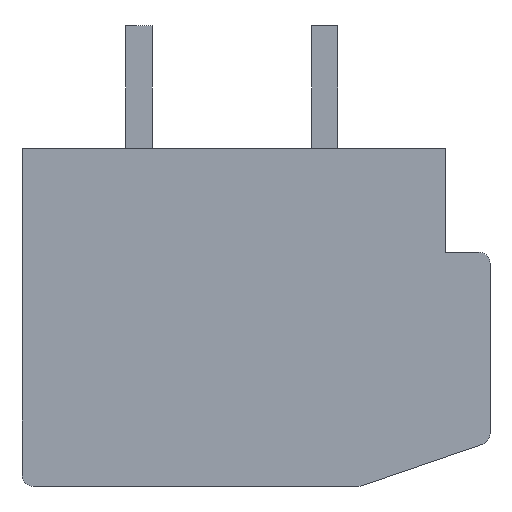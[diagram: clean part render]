
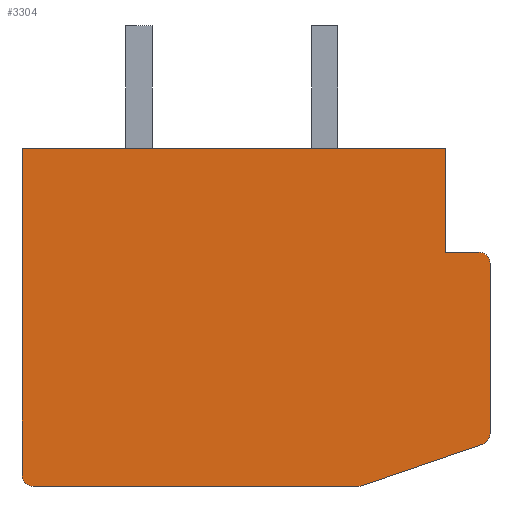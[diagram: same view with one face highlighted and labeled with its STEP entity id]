
A CAD part, front view. The second image highlights one B-rep face of the part: STEP entity #3304.
In plain terms, the highlighted planar face has unit normal (0, -1, 0).
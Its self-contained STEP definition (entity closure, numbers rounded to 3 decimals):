
#1=CARTESIAN_POINT('',(6.,-33.36,-3.136));
#2=DIRECTION('',(0.,-1.,0.));
#3=DIRECTION('',(0.324,0.,-0.946));
#4=AXIS2_PLACEMENT_3D('',#1,#2,#3);
#6=DIRECTION('',(-0.946,0.,-0.324));
#7=VECTOR('',#6,3.486);
#8=CARTESIAN_POINT('',(6.097,-33.36,-3.419));
#9=LINE('',#8,#7);
#10=DIRECTION('',(-1.,0.,0.));
#11=VECTOR('',#10,8.8);
#12=CARTESIAN_POINT('',(2.8,-33.36,-4.55));
#13=LINE('',#12,#11);
#14=CARTESIAN_POINT('',(-6.,-33.36,-4.25));
#15=DIRECTION('',(0.,-1.,0.));
#16=DIRECTION('',(-1.,0.,0.));
#17=AXIS2_PLACEMENT_3D('',#14,#15,#16);
#19=DIRECTION('',(0.,0.,1.));
#20=VECTOR('',#19,8.8);
#21=CARTESIAN_POINT('',(-6.3,-33.36,-4.25));
#22=LINE('',#21,#20);
#23=DIRECTION('',(1.,0.,0.));
#24=VECTOR('',#23,11.4);
#25=CARTESIAN_POINT('',(-6.3,-33.36,4.55));
#26=LINE('',#25,#24);
#27=DIRECTION('',(0.,0.,-1.));
#28=VECTOR('',#27,2.8);
#29=CARTESIAN_POINT('',(5.1,-33.36,4.55));
#30=LINE('',#29,#28);
#31=DIRECTION('',(1.,0.,0.));
#32=VECTOR('',#31,0.9);
#33=CARTESIAN_POINT('',(5.1,-33.36,1.75));
#34=LINE('',#33,#32);
#35=CARTESIAN_POINT('',(6.,-33.36,1.45));
#36=DIRECTION('',(0.,-1.,0.));
#37=DIRECTION('',(1.,0.,0.));
#38=AXIS2_PLACEMENT_3D('',#35,#36,#37);
#40=DIRECTION('',(0.,0.,-1.));
#41=VECTOR('',#40,4.586);
#42=CARTESIAN_POINT('',(6.3,-33.36,1.45));
#43=LINE('',#42,#41);
#2533=CARTESIAN_POINT('',(-6.3,-33.36,4.55));
#2534=CARTESIAN_POINT('',(5.1,-33.36,4.55));
#2535=VERTEX_POINT('',#2533);
#2536=VERTEX_POINT('',#2534);
#2537=CARTESIAN_POINT('',(5.1,-33.36,1.75));
#2538=VERTEX_POINT('',#2537);
#2539=CARTESIAN_POINT('',(6.097,-33.36,-3.419));
#2540=CARTESIAN_POINT('',(6.3,-33.36,-3.136));
#2541=VERTEX_POINT('',#2539);
#2542=VERTEX_POINT('',#2540);
#2543=CARTESIAN_POINT('',(6.3,-33.36,1.45));
#2544=CARTESIAN_POINT('',(6.,-33.36,1.75));
#2545=VERTEX_POINT('',#2543);
#2546=VERTEX_POINT('',#2544);
#2547=CARTESIAN_POINT('',(-6.3,-33.36,-4.25));
#2548=CARTESIAN_POINT('',(-6.,-33.36,-4.55));
#2549=VERTEX_POINT('',#2547);
#2550=VERTEX_POINT('',#2548);
#2551=CARTESIAN_POINT('',(2.8,-33.36,-4.55));
#2552=VERTEX_POINT('',#2551);
#3277=CARTESIAN_POINT('',(0.,-33.36,0.));
#3278=DIRECTION('',(0.,1.,0.));
#3279=DIRECTION('',(1.,0.,0.));
#3280=AXIS2_PLACEMENT_3D('',#3277,#3278,#3279);
#3281=PLANE('',#3280);
#3283=ORIENTED_EDGE('',*,*,#3282,.F.);
#3285=ORIENTED_EDGE('',*,*,#3284,.T.);
#3287=ORIENTED_EDGE('',*,*,#3286,.T.);
#3289=ORIENTED_EDGE('',*,*,#3288,.F.);
#3291=ORIENTED_EDGE('',*,*,#3290,.T.);
#3293=ORIENTED_EDGE('',*,*,#3292,.T.);
#3295=ORIENTED_EDGE('',*,*,#3294,.T.);
#3297=ORIENTED_EDGE('',*,*,#3296,.T.);
#3299=ORIENTED_EDGE('',*,*,#3298,.F.);
#3301=ORIENTED_EDGE('',*,*,#3300,.T.);
#3302=EDGE_LOOP('',(#3283,#3285,#3287,#3289,#3291,#3293,#3295,#3297,#3299,
#3301));
#3303=FACE_OUTER_BOUND('',#3302,.F.);
#3304=ADVANCED_FACE('',(#3303),#3281,.F.);
#5=CIRCLE('',#4,0.3);
#18=CIRCLE('',#17,0.3);
#39=CIRCLE('',#38,0.3);
#3282=EDGE_CURVE('',#2541,#2542,#5,.T.);
#3284=EDGE_CURVE('',#2541,#2552,#9,.T.);
#3286=EDGE_CURVE('',#2552,#2550,#13,.T.);
#3288=EDGE_CURVE('',#2549,#2550,#18,.T.);
#3290=EDGE_CURVE('',#2549,#2535,#22,.T.);
#3292=EDGE_CURVE('',#2535,#2536,#26,.T.);
#3294=EDGE_CURVE('',#2536,#2538,#30,.T.);
#3296=EDGE_CURVE('',#2538,#2546,#34,.T.);
#3298=EDGE_CURVE('',#2545,#2546,#39,.T.);
#3300=EDGE_CURVE('',#2545,#2542,#43,.T.);
